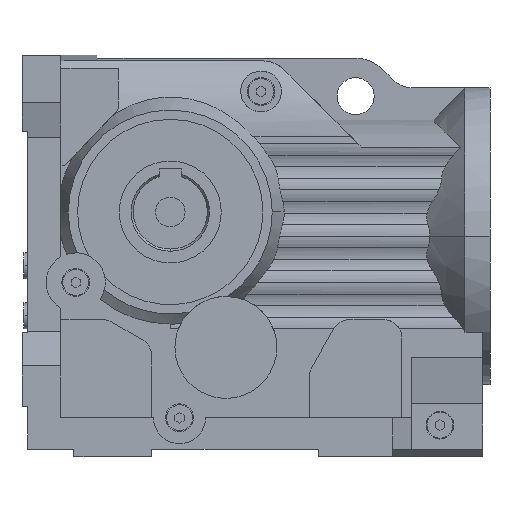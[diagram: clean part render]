
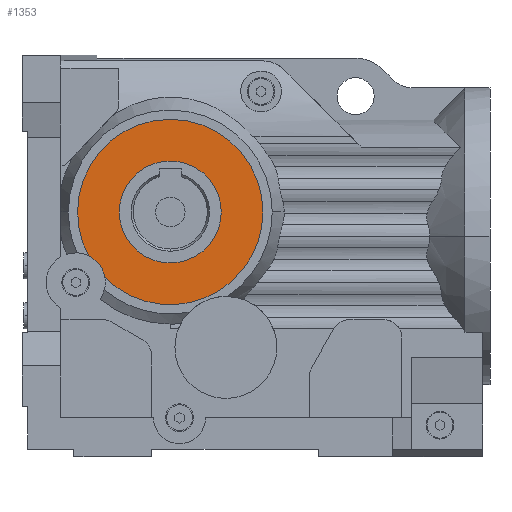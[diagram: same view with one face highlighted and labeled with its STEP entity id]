
A CAD part, front view. The second image highlights one B-rep face of the part: STEP entity #1353.
In plain terms, the highlighted planar face has unit normal (0, -1, 0).
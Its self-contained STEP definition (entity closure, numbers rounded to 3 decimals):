
#1353=ADVANCED_FACE('NONE',(#2899,#2900),#2901,.T.);
#2899=FACE_BOUND('',#4620,.T.);
#2900=FACE_OUTER_BOUND('',#4621,.T.);
#2901=PLANE('',#4622);
#4620=EDGE_LOOP('',(#8819,#8820,#8821));
#4621=EDGE_LOOP('',(#8822,#8823,#8824,#8825));
#4622=AXIS2_PLACEMENT_3D('',#8826,#8827,#8828);
#8819=ORIENTED_EDGE('',*,*,#10400,.T.);
#8820=ORIENTED_EDGE('',*,*,#10415,.T.);
#8821=ORIENTED_EDGE('',*,*,#10401,.T.);
#8822=ORIENTED_EDGE('',*,*,#11474,.F.);
#8823=ORIENTED_EDGE('',*,*,#10281,.F.);
#8824=ORIENTED_EDGE('',*,*,#11590,.F.);
#8825=ORIENTED_EDGE('',*,*,#11469,.F.);
#8826=CARTESIAN_POINT('',(0.0,-80.0,50.0));
#8827=DIRECTION('',(0.0,-1.0,0.0));
#8828=DIRECTION('',(1.0,0.0,0.0));
#10281=EDGE_CURVE('NONE',#12311,#12313,#12314,.T.);
#10400=EDGE_CURVE('',#12526,#12523,#12527,.T.);
#10401=EDGE_CURVE('',#12528,#12526,#12529,.T.);
#10415=EDGE_CURVE('',#12523,#12528,#12549,.T.);
#11469=EDGE_CURVE('NONE',#14132,#14133,#14134,.T.);
#11474=EDGE_CURVE('NONE',#12313,#14132,#14141,.T.);
#11590=EDGE_CURVE('NONE',#14133,#12311,#14329,.T.);
#12311=VERTEX_POINT('NONE',#15304);
#12313=VERTEX_POINT('NONE',#15307);
#12314=CIRCLE('',#15308,16.0);
#12523=VERTEX_POINT('',#15852);
#12526=VERTEX_POINT('',#15856);
#12527=CIRCLE('',#15857,27.5);
#12528=VERTEX_POINT('',#15858);
#12529=CIRCLE('',#15859,27.5);
#12549=CIRCLE('',#15882,27.5);
#14132=VERTEX_POINT('NONE',#19087);
#14133=VERTEX_POINT('NONE',#19088);
#14134=CIRCLE('',#19089,50.0);
#14141=CIRCLE('',#19098,50.0);
#14329=CIRCLE('',#19636,50.0);
#15304=CARTESIAN_POINT('',(-35.194,-80.0,-35.516));
#15307=CARTESIAN_POINT('',(-44.099,-80.0,-23.565));
#15308=AXIS2_PLACEMENT_3D('',#21372,#21373,#21374);
#15852=CARTESIAN_POINT('',(0.,-80.0,-27.5));
#15856=CARTESIAN_POINT('',(27.5,-80.0,0.0));
#15857=AXIS2_PLACEMENT_3D('',#21501,#21502,#21503);
#15858=CARTESIAN_POINT('',(0.,-80.0,27.5));
#15859=AXIS2_PLACEMENT_3D('',#21504,#21505,#21506);
#15882=AXIS2_PLACEMENT_3D('',#21531,#21532,#21533);
#19087=CARTESIAN_POINT('',(-50.0,-80.0,0.0));
#19088=CARTESIAN_POINT('',(50.0,-80.0,0.));
#19089=AXIS2_PLACEMENT_3D('',#22526,#22527,#22528);
#19098=AXIS2_PLACEMENT_3D('',#22534,#22535,#22536);
#19636=AXIS2_PLACEMENT_3D('',#22656,#22657,#22658);
#21372=CARTESIAN_POINT('',(-51.0,-80.0,-38.0));
#21373=DIRECTION('',(0.0,-1.0,0.0));
#21374=DIRECTION('',(1.0,0.0,0.0));
#21501=CARTESIAN_POINT('',(0.0,-80.0,0.0));
#21502=DIRECTION('',(-0.0,1.0,0.0));
#21503=DIRECTION('',(1.0,0.0,0.0));
#21504=CARTESIAN_POINT('',(0.0,-80.0,0.0));
#21505=DIRECTION('',(-0.0,1.0,0.0));
#21506=DIRECTION('',(1.0,0.0,0.0));
#21531=CARTESIAN_POINT('',(0.0,-80.0,0.0));
#21532=DIRECTION('',(-0.0,1.0,0.0));
#21533=DIRECTION('',(1.0,0.0,0.0));
#22526=CARTESIAN_POINT('',(0.0,-80.0,0.0));
#22527=DIRECTION('',(0.0,1.0,0.0));
#22528=DIRECTION('',(-1.0,0.0,0.0));
#22534=CARTESIAN_POINT('',(0.0,-80.0,0.0));
#22535=DIRECTION('',(0.0,1.0,0.0));
#22536=DIRECTION('',(-1.0,0.0,0.0));
#22656=CARTESIAN_POINT('',(0.0,-80.0,0.0));
#22657=DIRECTION('',(0.0,1.0,0.0));
#22658=DIRECTION('',(-1.0,0.0,0.0));
